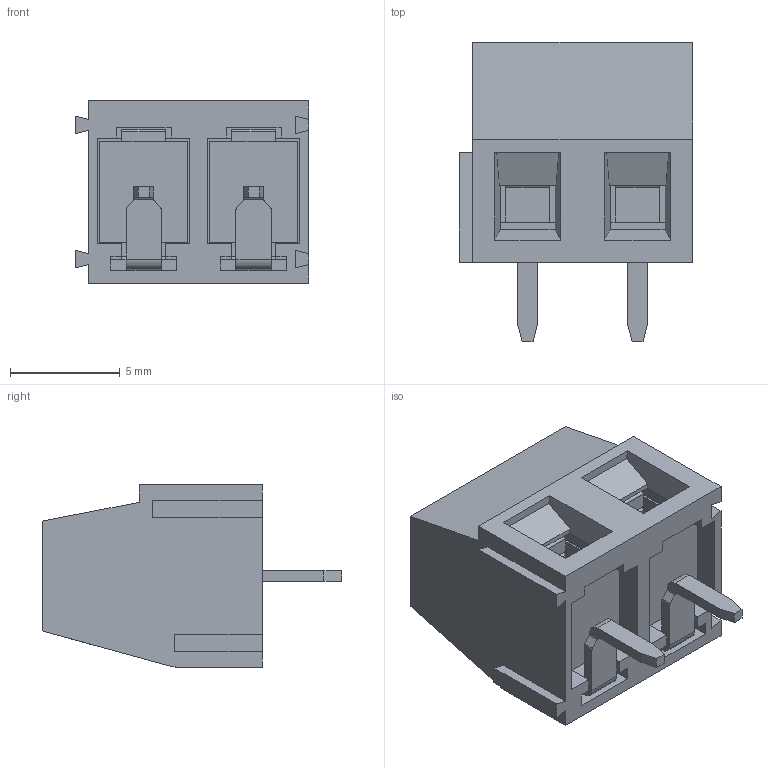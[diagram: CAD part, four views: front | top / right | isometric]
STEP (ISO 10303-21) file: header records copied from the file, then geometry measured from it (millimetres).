
FILE_DESCRIPTION (( 'STEP AP214' ), '1' );
FILE_NAME ('B12B5837-D5C5-47B7-9B57-738C38E8EB56.STEP', '2024-03-05T02:20:35', ( '' ), ( '' ), 'SwSTEP 2.0', 'SolidWorks 2022', '' );
FILE_SCHEMA (( 'AUTOMOTIVE_DESIGN' ));
Length unit declared in the file: millimetre
Products named in the file (1): B12B5837-D5C5-47B7-9B57-738C38E8EB56
Bounding box: 10.6 x 13.6 x 8.3 mm (x, y, z)
Volume: 473.4 mm3; surface area: 1489.3 mm2
Topology: 7 solids, 7 shells, 332 faces, 912 edges, 592 vertices
Faces by surface type: plane 215, cylinder 79, torus 24, cone 10, bspline 4
Entity records: 13459 total; most frequent: CARTESIAN_POINT 3686, ORIENTED_EDGE 1824, DIRECTION 1630, EDGE_CURVE 912, LINE 668, VECTOR 668, VERTEX_POINT 592, AXIS2_PLACEMENT_3D 481
